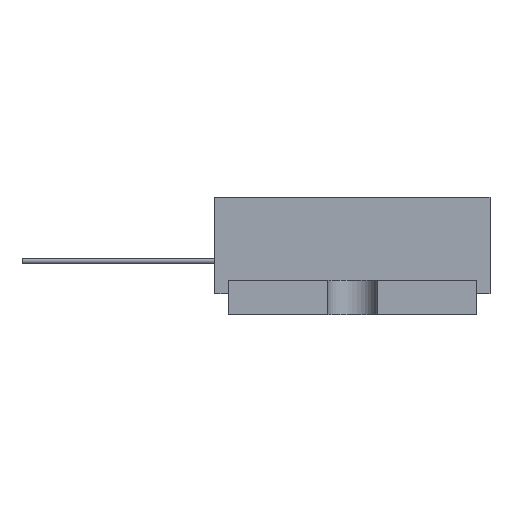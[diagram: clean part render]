
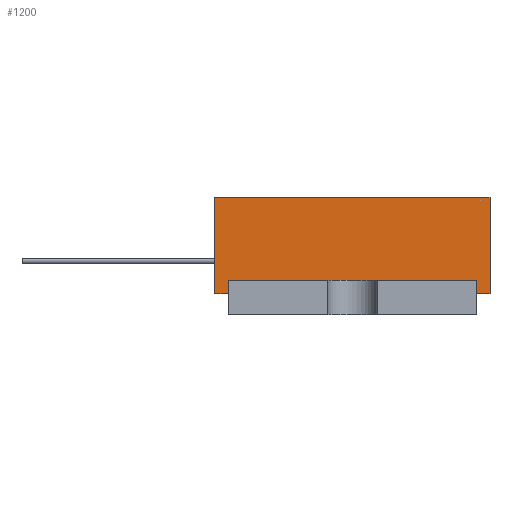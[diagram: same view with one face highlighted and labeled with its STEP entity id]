
A CAD part, left-side view. The second image highlights one B-rep face of the part: STEP entity #1200.
In plain terms, the highlighted planar face has unit normal (-1, 0, 0).
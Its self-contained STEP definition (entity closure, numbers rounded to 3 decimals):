
#1200=ADVANCED_FACE('',(#2361),#2363,.T.);
#2361=FACE_BOUND('',#2362,.T.);
#2362=EDGE_LOOP('',(#3432,#3433,#3434,#3435,#3436,#3437,#3438,#3439));
#2363=PLANE('',#2364);
#2364=AXIS2_PLACEMENT_3D('',#2365,#2366,#2367);
#2365=CARTESIAN_POINT('',(-27.5,10.,1.5));
#2366=DIRECTION('',(-1.,0.,0.));
#2367=DIRECTION('',(0.,-1.,0.));
#3432=ORIENTED_EDGE('',*,*,#4047,.T.);
#3433=ORIENTED_EDGE('',*,*,#4048,.T.);
#3434=ORIENTED_EDGE('',*,*,#4049,.T.);
#3435=ORIENTED_EDGE('',*,*,#4050,.T.);
#3436=ORIENTED_EDGE('',*,*,#3675,.F.);
#3437=ORIENTED_EDGE('',*,*,#4051,.F.);
#3438=ORIENTED_EDGE('',*,*,#4052,.T.);
#3439=ORIENTED_EDGE('',*,*,#4053,.T.);
#3675=EDGE_CURVE('',#4117,#4118,#4119,.T.);
#4047=EDGE_CURVE('',#4736,#4737,#4738,.T.);
#4048=EDGE_CURVE('',#4737,#4739,#4740,.T.);
#4049=EDGE_CURVE('',#4739,#4741,#4742,.T.);
#4050=EDGE_CURVE('',#4741,#4118,#4743,.T.);
#4051=EDGE_CURVE('',#4744,#4117,#4745,.T.);
#4052=EDGE_CURVE('',#4744,#4746,#4747,.T.);
#4053=EDGE_CURVE('',#4746,#4736,#4748,.T.);
#4117=VERTEX_POINT('',#4860);
#4118=VERTEX_POINT('',#4861);
#4119=LINE('',#4862,#4863);
#4736=VERTEX_POINT('',#6253);
#4737=VERTEX_POINT('',#6254);
#4738=LINE('',#6255,#6256);
#4739=VERTEX_POINT('',#6258);
#4740=LINE('',#6259,#6260);
#4741=VERTEX_POINT('',#6262);
#4742=LINE('',#6263,#6264);
#4743=LINE('',#6266,#6267);
#4744=VERTEX_POINT('',#6269);
#4745=LINE('',#6270,#6271);
#4746=VERTEX_POINT('',#6273);
#4747=LINE('',#6274,#6275);
#4748=LINE('',#6277,#6278);
#4860=CARTESIAN_POINT('',(-27.5,10.,8.5));
#4861=CARTESIAN_POINT('',(-27.5,-10.,8.5));
#4862=CARTESIAN_POINT('',(-27.5,10.,8.5));
#4863=VECTOR('',#4864,1.);
#4864=DIRECTION('',(0.,-1.,0.));
#6253=CARTESIAN_POINT('',(-27.5,9.,2.5));
#6254=CARTESIAN_POINT('',(-27.5,-9.,2.5));
#6255=CARTESIAN_POINT('',(-27.5,9.,2.5));
#6256=VECTOR('',#6257,1.);
#6257=DIRECTION('',(0.,-1.,0.));
#6258=CARTESIAN_POINT('',(-27.5,-9.,1.5));
#6259=CARTESIAN_POINT('',(-27.5,-9.,2.5));
#6260=VECTOR('',#6261,1.);
#6261=DIRECTION('',(0.,0.,-1.));
#6262=CARTESIAN_POINT('',(-27.5,-10.,1.5));
#6263=CARTESIAN_POINT('',(-27.5,-9.,1.5));
#6264=VECTOR('',#6265,1.);
#6265=DIRECTION('',(0.,-1.,0.));
#6266=CARTESIAN_POINT('',(-27.5,-10.,1.5));
#6267=VECTOR('',#6268,1.);
#6268=DIRECTION('',(0.,0.,1.));
#6269=CARTESIAN_POINT('',(-27.5,10.,1.5));
#6270=CARTESIAN_POINT('',(-27.5,10.,1.5));
#6271=VECTOR('',#6272,1.);
#6272=DIRECTION('',(0.,0.,1.));
#6273=CARTESIAN_POINT('',(-27.5,9.,1.5));
#6274=CARTESIAN_POINT('',(-27.5,10.,1.5));
#6275=VECTOR('',#6276,1.);
#6276=DIRECTION('',(0.,-1.,0.));
#6277=CARTESIAN_POINT('',(-27.5,9.,1.5));
#6278=VECTOR('',#6279,1.);
#6279=DIRECTION('',(0.,0.,1.));
